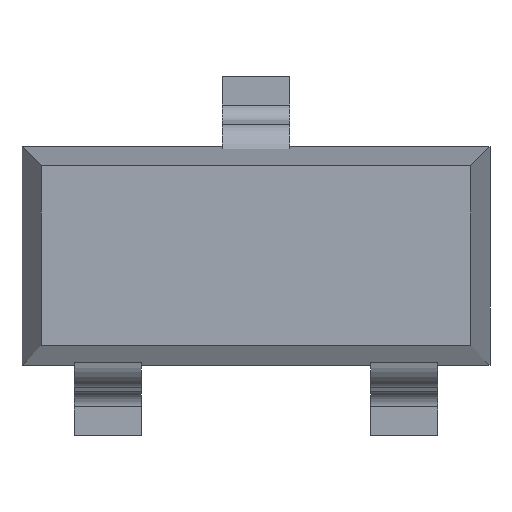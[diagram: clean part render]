
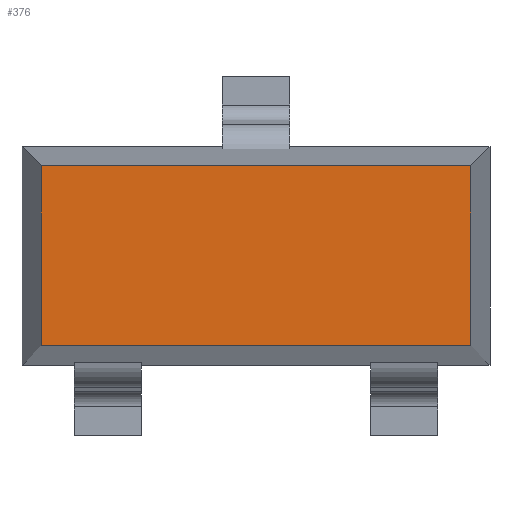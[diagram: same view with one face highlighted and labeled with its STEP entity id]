
A CAD part, top view. The second image highlights one B-rep face of the part: STEP entity #376.
In plain terms, the highlighted planar face has unit normal (0, 0, 1).
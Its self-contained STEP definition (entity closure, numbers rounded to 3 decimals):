
#139=CARTESIAN_POINT('',(1.377,-0.577,1.1));
#140=VERTEX_POINT('',#139);
#147=CARTESIAN_POINT('',(-1.377,-0.577,1.1));
#148=VERTEX_POINT('',#147);
#149=CARTESIAN_POINT('',(1.377,-0.577,1.1));
#150=DIRECTION('',(-1.0,0.0,0.0));
#151=VECTOR('',#150,2.753);
#152=LINE('',#149,#151);
#153=EDGE_CURVE('',#140,#148,#152,.T.);
#255=CARTESIAN_POINT('',(-1.377,0.577,1.1));
#256=VERTEX_POINT('',#255);
#257=CARTESIAN_POINT('',(-1.377,-0.577,1.1));
#258=DIRECTION('',(0.0,1.0,0.0));
#259=VECTOR('',#258,1.153);
#260=LINE('',#257,#259);
#261=EDGE_CURVE('',#148,#256,#260,.T.);
#285=CARTESIAN_POINT('',(1.377,0.577,1.1));
#286=VERTEX_POINT('',#285);
#295=CARTESIAN_POINT('',(1.377,0.577,1.1));
#296=DIRECTION('',(0.0,-1.0,0.0));
#297=VECTOR('',#296,1.153);
#298=LINE('',#295,#297);
#299=EDGE_CURVE('',#286,#140,#298,.T.);
#341=CARTESIAN_POINT('',(-1.377,0.577,1.1));
#342=DIRECTION('',(1.0,0.0,0.0));
#343=VECTOR('',#342,2.753);
#344=LINE('',#341,#343);
#345=EDGE_CURVE('',#256,#286,#344,.T.);
#365=CARTESIAN_POINT('',(0.0,0.,1.1));
#366=DIRECTION('',(0.0,0.0,1.0));
#367=DIRECTION('',(0.0,-1.0,0.0));
#368=AXIS2_PLACEMENT_3D('',#365,#366,#367);
#369=PLANE('',#368);
#370=ORIENTED_EDGE('',*,*,#261,.F.);
#371=ORIENTED_EDGE('',*,*,#153,.F.);
#372=ORIENTED_EDGE('',*,*,#299,.F.);
#373=ORIENTED_EDGE('',*,*,#345,.F.);
#374=EDGE_LOOP('',(#370,#371,#372,#373));
#375=FACE_OUTER_BOUND('',#374,.T.);
#376=ADVANCED_FACE('',(#375),#369,.T.);
